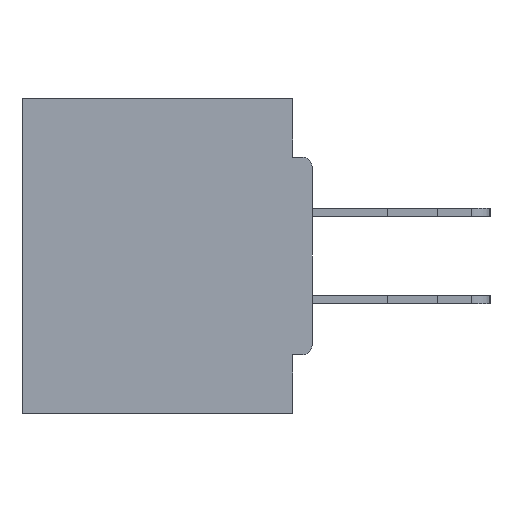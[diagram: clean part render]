
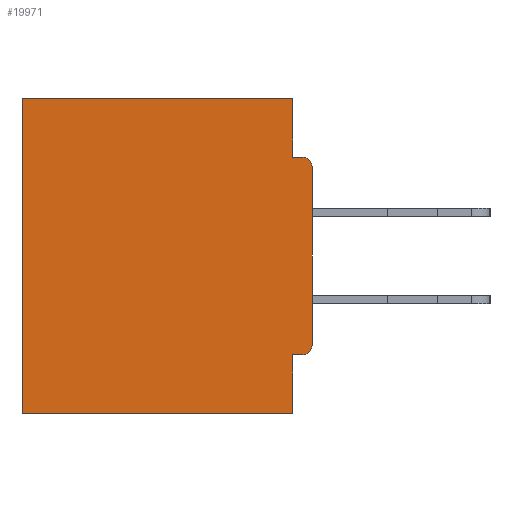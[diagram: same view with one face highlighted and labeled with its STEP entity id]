
A CAD part, left-side view. The second image highlights one B-rep face of the part: STEP entity #19971.
In plain terms, the highlighted planar face has unit normal (-1, 0, 0).
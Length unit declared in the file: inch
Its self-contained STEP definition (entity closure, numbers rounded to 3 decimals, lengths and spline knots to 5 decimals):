
#880 = VECTOR ( 'NONE', #10697, 39.37008 ) ;
#1470 = VERTEX_POINT ( 'NONE', #16147 ) ;
#1842 = EDGE_LOOP ( 'NONE', ( #22935, #3328, #18151, #13164, #28958, #3700, #24673, #18974, #19411, #34936 ) ) ;
#2384 = CARTESIAN_POINT ( 'NONE',  ( 0.298, 0.015, -0.1085 ) ) ;
#2861 = LINE ( 'NONE', #5924, #6318 ) ;
#3328 = ORIENTED_EDGE ( 'NONE', *, *, #29362, .F. ) ;
#3447 = VERTEX_POINT ( 'NONE', #20306 ) ;
#3465 = LINE ( 'NONE', #20804, #36195 ) ;
#3700 = ORIENTED_EDGE ( 'NONE', *, *, #27126, .F. ) ;
#5924 = CARTESIAN_POINT ( 'NONE',  ( 0.298, 0.46, 0. ) ) ;
#6318 = VECTOR ( 'NONE', #33614, 39.37008 ) ;
#7282 = AXIS2_PLACEMENT_3D ( 'NONE', #2384, #39224, #8141 ) ;
#7654 = LINE ( 'NONE', #36790, #16889 ) ;
#7774 = LINE ( 'NONE', #17503, #880 ) ;
#8141 = DIRECTION ( 'NONE',  ( 0., 0., -1. ) ) ;
#8535 = LINE ( 'NONE', #10988, #30480 ) ;
#9416 = EDGE_CURVE ( 'NONE', #38236, #33419, #21256, .T. ) ;
#10354 = CARTESIAN_POINT ( 'NONE',  ( 0.298, 0., -0.0935 ) ) ;
#10697 = DIRECTION ( 'NONE',  ( 0., 1., 0. ) ) ;
#10960 = CARTESIAN_POINT ( 'NONE',  ( 0.298, 0.46, -0.5 ) ) ;
#10988 = CARTESIAN_POINT ( 'NONE',  ( 0.298, 0., 0. ) ) ;
#11832 = VERTEX_POINT ( 'NONE', #20342 ) ;
#12435 = CARTESIAN_POINT ( 'NONE',  ( 0.298, 0.015, -0.3915 ) ) ;
#12909 = EDGE_CURVE ( 'NONE', #36161, #27184, #2861, .T. ) ;
#13164 = ORIENTED_EDGE ( 'NONE', *, *, #39350, .T. ) ;
#14094 = EDGE_CURVE ( 'NONE', #22149, #33419, #7654, .T. ) ;
#14232 = EDGE_CURVE ( 'NONE', #1470, #32710, #30583, .T. ) ;
#16147 = CARTESIAN_POINT ( 'NONE',  ( 0.298, 0.031, -0.4065 ) ) ;
#16279 = EDGE_CURVE ( 'NONE', #38236, #1470, #3465, .T. ) ;
#16889 = VECTOR ( 'NONE', #24100, 39.37008 ) ;
#17412 = DIRECTION ( 'NONE',  ( 0., 0., -1. ) ) ;
#17449 = CARTESIAN_POINT ( 'NONE',  ( 0.298, 0.031, 0. ) ) ;
#17503 = CARTESIAN_POINT ( 'NONE',  ( 0.298, 0., -0.5 ) ) ;
#17606 = DIRECTION ( 'NONE',  ( 0., 0., -1. ) ) ;
#17675 = PLANE ( 'NONE',  #29213 ) ;
#18151 = ORIENTED_EDGE ( 'NONE', *, *, #40066, .F. ) ;
#18341 = DIRECTION ( 'NONE',  ( -1., 0., 0. ) ) ;
#18367 = DIRECTION ( 'NONE',  ( 0., 0., -1. ) ) ;
#18974 = ORIENTED_EDGE ( 'NONE', *, *, #16279, .F. ) ;
#19411 = ORIENTED_EDGE ( 'NONE', *, *, #9416, .T. ) ;
#19971 = ADVANCED_FACE ( 'NONE', ( #31462 ), #17675, .F. ) ;
#20306 = CARTESIAN_POINT ( 'NONE',  ( 0.298, 0.031, -0.0935 ) ) ;
#20342 = CARTESIAN_POINT ( 'NONE',  ( 0.298, 0.015, -0.0935 ) ) ;
#20804 = CARTESIAN_POINT ( 'NONE',  ( 0.298, 0., -0.4065 ) ) ;
#21256 = CIRCLE ( 'NONE', #27426, 0.015 ) ;
#22149 = VERTEX_POINT ( 'NONE', #25929 ) ;
#22447 = CARTESIAN_POINT ( 'NONE',  ( 0.298, 0., -0.3915 ) ) ;
#22935 = ORIENTED_EDGE ( 'NONE', *, *, #30145, .T. ) ;
#24056 = LINE ( 'NONE', #33723, #30903 ) ;
#24100 = DIRECTION ( 'NONE',  ( 0., 0., -1. ) ) ;
#24485 = DIRECTION ( 'NONE',  ( 0., 1., 0. ) ) ;
#24673 = ORIENTED_EDGE ( 'NONE', *, *, #14232, .F. ) ;
#25929 = CARTESIAN_POINT ( 'NONE',  ( 0.298, 0., -0.1085 ) ) ;
#26563 = DIRECTION ( 'NONE',  ( 1., 0., 0. ) ) ;
#27126 = EDGE_CURVE ( 'NONE', #32710, #27184, #7774, .T. ) ;
#27184 = VERTEX_POINT ( 'NONE', #10960 ) ;
#27426 = AXIS2_PLACEMENT_3D ( 'NONE', #12435, #18341, #40162 ) ;
#28042 = CARTESIAN_POINT ( 'NONE',  ( 0.298, 0.031, -0.5 ) ) ;
#28958 = ORIENTED_EDGE ( 'NONE', *, *, #12909, .T. ) ;
#29213 = AXIS2_PLACEMENT_3D ( 'NONE', #32824, #26563, #17412 ) ;
#29311 = DIRECTION ( 'NONE',  ( 0., -1., 0. ) ) ;
#29362 = EDGE_CURVE ( 'NONE', #3447, #11832, #39870, .T. ) ;
#30145 = EDGE_CURVE ( 'NONE', #22149, #11832, #31984, .T. ) ;
#30480 = VECTOR ( 'NONE', #32813, 39.37008 ) ;
#30583 = LINE ( 'NONE', #28042, #37887 ) ;
#30903 = VECTOR ( 'NONE', #17606, 39.37008 ) ;
#31462 = FACE_OUTER_BOUND ( 'NONE', #1842, .T. ) ;
#31984 = CIRCLE ( 'NONE', #7282, 0.015 ) ;
#32710 = VERTEX_POINT ( 'NONE', #36186 ) ;
#32813 = DIRECTION ( 'NONE',  ( 0., 1., 0. ) ) ;
#32824 = CARTESIAN_POINT ( 'NONE',  ( 0.298, 0., 0. ) ) ;
#33032 = CARTESIAN_POINT ( 'NONE',  ( 0.298, 0.015, -0.4065 ) ) ;
#33419 = VERTEX_POINT ( 'NONE', #22447 ) ;
#33614 = DIRECTION ( 'NONE',  ( 0., 0., -1. ) ) ;
#33723 = CARTESIAN_POINT ( 'NONE',  ( 0.298, 0.031, -0.5 ) ) ;
#34936 = ORIENTED_EDGE ( 'NONE', *, *, #14094, .F. ) ;
#35754 = CARTESIAN_POINT ( 'NONE',  ( 0.298, 0.46, 0. ) ) ;
#36161 = VERTEX_POINT ( 'NONE', #35754 ) ;
#36186 = CARTESIAN_POINT ( 'NONE',  ( 0.298, 0.031, -0.5 ) ) ;
#36195 = VECTOR ( 'NONE', #24485, 39.37008 ) ;
#36790 = CARTESIAN_POINT ( 'NONE',  ( 0.298, 0., 0. ) ) ;
#37887 = VECTOR ( 'NONE', #18367, 39.37008 ) ;
#38236 = VERTEX_POINT ( 'NONE', #33032 ) ;
#38877 = VECTOR ( 'NONE', #29311, 39.37008 ) ;
#38891 = VERTEX_POINT ( 'NONE', #17449 ) ;
#39224 = DIRECTION ( 'NONE',  ( -1., 0., 0. ) ) ;
#39350 = EDGE_CURVE ( 'NONE', #38891, #36161, #8535, .T. ) ;
#39870 = LINE ( 'NONE', #10354, #38877 ) ;
#40066 = EDGE_CURVE ( 'NONE', #38891, #3447, #24056, .T. ) ;
#40162 = DIRECTION ( 'NONE',  ( 0., 0., -1. ) ) ;
